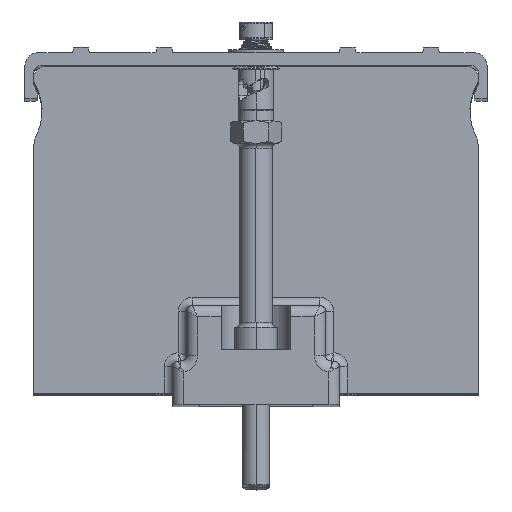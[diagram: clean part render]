
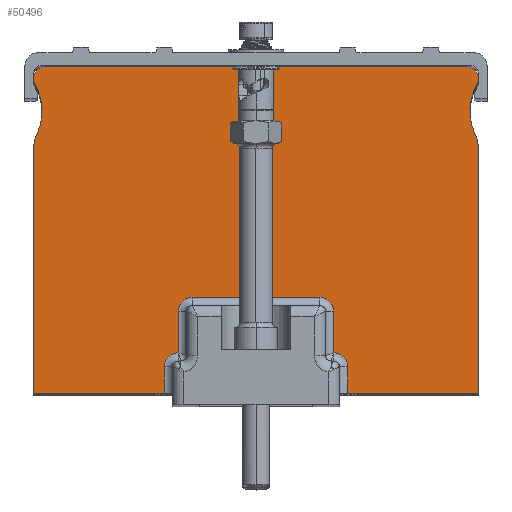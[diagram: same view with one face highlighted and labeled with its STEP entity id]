
A CAD part, top view. The second image highlights one B-rep face of the part: STEP entity #50496.
In plain terms, the highlighted planar face has unit normal (0, 0, 1).
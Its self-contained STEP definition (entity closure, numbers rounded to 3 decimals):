
#3163=CARTESIAN_POINT('',(-48.5,52.8,213.5));
#3164=DIRECTION('',(0.,0.,-1.));
#3165=DIRECTION('',(0.857,0.515,0.));
#3166=AXIS2_PLACEMENT_3D('',#3163,#3164,#3165);
#3168=CARTESIAN_POINT('',(-39.5,58.208,213.5));
#3169=DIRECTION('',(0.,0.,-1.));
#3170=DIRECTION('',(-0.857,-0.515,0.));
#3171=AXIS2_PLACEMENT_3D('',#3168,#3169,#3170);
#3173=DIRECTION('',(0.,1.,0.));
#3174=VECTOR('',#3173,0.592);
#3175=CARTESIAN_POINT('',(-40.,58.208,213.5));
#3176=LINE('',#3175,#3174);
#3177=CARTESIAN_POINT('',(-38.,58.8,213.5));
#3178=DIRECTION('',(0.,0.,-1.));
#3179=DIRECTION('',(-1.,0.,0.));
#3180=AXIS2_PLACEMENT_3D('',#3177,#3178,#3179);
#3182=DIRECTION('',(1.,0.,0.));
#3183=VECTOR('',#3182,76.);
#3184=CARTESIAN_POINT('',(-38.,60.8,213.5));
#3185=LINE('',#3184,#3183);
#3186=CARTESIAN_POINT('',(38.,58.8,213.5));
#3187=DIRECTION('',(0.,0.,-1.));
#3188=DIRECTION('',(0.,1.,0.));
#3189=AXIS2_PLACEMENT_3D('',#3186,#3187,#3188);
#3191=DIRECTION('',(0.,-1.,0.));
#3192=VECTOR('',#3191,0.592);
#3193=CARTESIAN_POINT('',(40.,58.8,213.5));
#3194=LINE('',#3193,#3192);
#3195=CARTESIAN_POINT('',(39.5,58.208,213.5));
#3196=DIRECTION('',(0.,0.,1.));
#3197=DIRECTION('',(0.857,-0.515,0.));
#3198=AXIS2_PLACEMENT_3D('',#3195,#3196,#3197);
#3200=CARTESIAN_POINT('',(48.5,52.8,213.5));
#3201=DIRECTION('',(0.,0.,1.));
#3202=DIRECTION('',(-0.857,0.515,0.));
#3203=AXIS2_PLACEMENT_3D('',#3200,#3201,#3202);
#3205=CARTESIAN_POINT('',(35.,46.262,213.5));
#3206=DIRECTION('',(0.,0.,1.));
#3207=DIRECTION('',(1.,0.,0.));
#3208=AXIS2_PLACEMENT_3D('',#3205,#3206,#3207);
#3210=DIRECTION('',(0.,-1.,0.));
#3211=VECTOR('',#3210,44.262);
#3212=CARTESIAN_POINT('',(40.,46.262,213.5));
#3213=LINE('',#3212,#3211);
#3214=DIRECTION('',(-1.,0.,0.));
#3215=VECTOR('',#3214,23.5);
#3216=CARTESIAN_POINT('',(40.,2.,213.5));
#3217=LINE('',#3216,#3215);
#3218=DIRECTION('',(0.,1.,0.));
#3219=VECTOR('',#3218,4.8);
#3220=CARTESIAN_POINT('',(16.5,2.,213.5));
#3221=LINE('',#3220,#3219);
#3222=CARTESIAN_POINT('',(14.,6.8,213.5));
#3223=DIRECTION('',(0.,0.,1.));
#3224=DIRECTION('',(1.,0.,0.));
#3225=AXIS2_PLACEMENT_3D('',#3222,#3223,#3224);
#3227=CARTESIAN_POINT('',(14.,9.3,213.5));
#3228=CARTESIAN_POINT('',(14.,9.649,213.5));
#3229=CARTESIAN_POINT('',(14.,10.333,213.5));
#3230=CARTESIAN_POINT('',(14.,11.314,213.5));
#3231=CARTESIAN_POINT('',(14.,12.262,213.5));
#3232=CARTESIAN_POINT('',(14.,13.185,213.5));
#3233=CARTESIAN_POINT('',(14.,14.091,213.5));
#3234=CARTESIAN_POINT('',(14.,14.99,213.5));
#3235=CARTESIAN_POINT('',(14.,15.888,213.5));
#3236=CARTESIAN_POINT('',(14.,16.495,213.5));
#3237=CARTESIAN_POINT('',(14.,16.8,213.5));
#3239=CARTESIAN_POINT('',(11.5,16.8,213.5));
#3240=DIRECTION('',(0.,0.,1.));
#3241=DIRECTION('',(1.,0.,0.));
#3242=AXIS2_PLACEMENT_3D('',#3239,#3240,#3241);
#3244=DIRECTION('',(-1.,0.,0.));
#3245=VECTOR('',#3244,23.);
#3246=CARTESIAN_POINT('',(11.5,19.3,213.5));
#3247=LINE('',#3246,#3245);
#3248=CARTESIAN_POINT('',(-11.5,16.8,213.5));
#3249=DIRECTION('',(0.,0.,1.));
#3250=DIRECTION('',(0.,1.,0.));
#3251=AXIS2_PLACEMENT_3D('',#3248,#3249,#3250);
#3253=CARTESIAN_POINT('',(-14.,16.8,213.5));
#3254=CARTESIAN_POINT('',(-14.,16.495,213.5));
#3255=CARTESIAN_POINT('',(-14.,15.888,213.5));
#3256=CARTESIAN_POINT('',(-14.,14.99,213.5));
#3257=CARTESIAN_POINT('',(-14.,14.091,213.5));
#3258=CARTESIAN_POINT('',(-14.,13.185,213.5));
#3259=CARTESIAN_POINT('',(-14.,12.262,213.5));
#3260=CARTESIAN_POINT('',(-14.,11.314,213.5));
#3261=CARTESIAN_POINT('',(-14.,10.333,213.5));
#3262=CARTESIAN_POINT('',(-14.,9.649,213.5));
#3263=CARTESIAN_POINT('',(-14.,9.3,213.5));
#3265=CARTESIAN_POINT('',(-14.,6.8,213.5));
#3266=DIRECTION('',(0.,0.,1.));
#3267=DIRECTION('',(0.,1.,0.));
#3268=AXIS2_PLACEMENT_3D('',#3265,#3266,#3267);
#3270=DIRECTION('',(0.,-1.,0.));
#3271=VECTOR('',#3270,4.8);
#3272=CARTESIAN_POINT('',(-16.5,6.8,213.5));
#3273=LINE('',#3272,#3271);
#3274=DIRECTION('',(-1.,0.,0.));
#3275=VECTOR('',#3274,23.5);
#3276=CARTESIAN_POINT('',(-16.5,2.,213.5));
#3277=LINE('',#3276,#3275);
#3278=DIRECTION('',(0.,1.,0.));
#3279=VECTOR('',#3278,44.262);
#3280=CARTESIAN_POINT('',(-40.,2.,213.5));
#3281=LINE('',#3280,#3279);
#3282=CARTESIAN_POINT('',(-35.,46.262,213.5));
#3283=DIRECTION('',(0.,0.,-1.));
#3284=DIRECTION('',(-1.,0.,0.));
#3285=AXIS2_PLACEMENT_3D('',#3282,#3283,#3284);
#44264=CARTESIAN_POINT('',(-38.,60.8,213.5));
#44265=CARTESIAN_POINT('',(38.,60.8,213.5));
#44266=VERTEX_POINT('',#44264);
#44267=VERTEX_POINT('',#44265);
#44272=CARTESIAN_POINT('',(40.,2.,213.5));
#44274=VERTEX_POINT('',#44272);
#44276=CARTESIAN_POINT('',(-40.,2.,213.5));
#44278=VERTEX_POINT('',#44276);
#44424=CARTESIAN_POINT('',(-40.,58.8,213.5));
#44425=VERTEX_POINT('',#44424);
#44426=CARTESIAN_POINT('',(40.,58.8,213.5));
#44427=VERTEX_POINT('',#44426);
#44971=CARTESIAN_POINT('',(16.5,2.,213.5));
#44972=CARTESIAN_POINT('',(16.5,6.8,213.5));
#44973=VERTEX_POINT('',#44971);
#44974=VERTEX_POINT('',#44972);
#44975=CARTESIAN_POINT('',(14.,9.3,213.5));
#44976=VERTEX_POINT('',#44975);
#44980=VERTEX_POINT('',#3253);
#44981=VERTEX_POINT('',#3263);
#44984=CARTESIAN_POINT('',(-11.5,19.3,213.5));
#44985=VERTEX_POINT('',#44984);
#44988=CARTESIAN_POINT('',(11.5,19.3,213.5));
#44989=VERTEX_POINT('',#44988);
#44992=CARTESIAN_POINT('',(14.,16.8,213.5));
#44993=VERTEX_POINT('',#44992);
#44997=CARTESIAN_POINT('',(-16.5,6.8,213.5));
#44998=CARTESIAN_POINT('',(-16.5,2.,213.5));
#44999=VERTEX_POINT('',#44997);
#45000=VERTEX_POINT('',#44998);
#45008=CARTESIAN_POINT('',(39.929,57.951,213.5));
#45009=CARTESIAN_POINT('',(39.5,48.441,213.5));
#45010=VERTEX_POINT('',#45008);
#45011=VERTEX_POINT('',#45009);
#45060=CARTESIAN_POINT('',(40.,58.208,213.5));
#45061=VERTEX_POINT('',#45060);
#45062=CARTESIAN_POINT('',(40.,46.262,213.5));
#45063=VERTEX_POINT('',#45062);
#45172=CARTESIAN_POINT('',(-39.929,57.951,213.5));
#45173=CARTESIAN_POINT('',(-39.5,48.441,213.5));
#45174=VERTEX_POINT('',#45172);
#45175=VERTEX_POINT('',#45173);
#45248=CARTESIAN_POINT('',(-40.,46.262,213.5));
#45249=VERTEX_POINT('',#45248);
#45250=CARTESIAN_POINT('',(-40.,58.208,213.5));
#45251=VERTEX_POINT('',#45250);
#50442=CARTESIAN_POINT('',(0.,0.,213.5));
#50443=DIRECTION('',(0.,0.,1.));
#50444=DIRECTION('',(1.,0.,0.));
#50445=AXIS2_PLACEMENT_3D('',#50442,#50443,#50444);
#50446=PLANE('',#50445);
#50448=ORIENTED_EDGE('',*,*,#50447,.F.);
#50450=ORIENTED_EDGE('',*,*,#50449,.T.);
#50452=ORIENTED_EDGE('',*,*,#50451,.T.);
#50454=ORIENTED_EDGE('',*,*,#50453,.T.);
#50456=ORIENTED_EDGE('',*,*,#50455,.T.);
#50458=ORIENTED_EDGE('',*,*,#50457,.T.);
#50460=ORIENTED_EDGE('',*,*,#50459,.T.);
#50462=ORIENTED_EDGE('',*,*,#50461,.F.);
#50464=ORIENTED_EDGE('',*,*,#50463,.T.);
#50466=ORIENTED_EDGE('',*,*,#50465,.F.);
#50468=ORIENTED_EDGE('',*,*,#50467,.T.);
#50470=ORIENTED_EDGE('',*,*,#50469,.T.);
#50472=ORIENTED_EDGE('',*,*,#50471,.T.);
#50474=ORIENTED_EDGE('',*,*,#50473,.T.);
#50476=ORIENTED_EDGE('',*,*,#50475,.T.);
#50478=ORIENTED_EDGE('',*,*,#50477,.T.);
#50480=ORIENTED_EDGE('',*,*,#50479,.T.);
#50482=ORIENTED_EDGE('',*,*,#50481,.T.);
#50484=ORIENTED_EDGE('',*,*,#50483,.T.);
#50485=ORIENTED_EDGE('',*,*,#50432,.T.);
#50487=ORIENTED_EDGE('',*,*,#50486,.T.);
#50489=ORIENTED_EDGE('',*,*,#50488,.T.);
#50491=ORIENTED_EDGE('',*,*,#50490,.T.);
#50493=ORIENTED_EDGE('',*,*,#50492,.T.);
#50494=EDGE_LOOP('',(#50448,#50450,#50452,#50454,#50456,#50458,#50460,#50462,
#50464,#50466,#50468,#50470,#50472,#50474,#50476,#50478,#50480,#50482,#50484,
#50485,#50487,#50489,#50491,#50493));
#50495=FACE_OUTER_BOUND('',#50494,.F.);
#50496=ADVANCED_FACE('',(#50495),#50446,.T.);
#3167=CIRCLE('',#3166,10.);
#3172=CIRCLE('',#3171,0.5);
#3181=CIRCLE('',#3180,2.);
#3190=CIRCLE('',#3189,2.);
#3199=CIRCLE('',#3198,0.5);
#3204=CIRCLE('',#3203,10.);
#3209=CIRCLE('',#3208,5.);
#3226=CIRCLE('',#3225,2.5);
#3238=B_SPLINE_CURVE_WITH_KNOTS('',3,(#3227,#3228,#3229,#3230,#3231,#3232,#3233,
#3234,#3235,#3236,#3237),.UNSPECIFIED.,.F.,.F.,(4,1,1,1,1,1,1,1,4),(0.,
0.125,0.25,0.375,0.5,0.625,0.75,0.875,1.),.UNSPECIFIED.);
#3243=CIRCLE('',#3242,2.5);
#3252=CIRCLE('',#3251,2.5);
#3264=B_SPLINE_CURVE_WITH_KNOTS('',3,(#3253,#3254,#3255,#3256,#3257,#3258,#3259,
#3260,#3261,#3262,#3263),.UNSPECIFIED.,.F.,.F.,(4,1,1,1,1,1,1,1,4),(0.,
0.125,0.25,0.375,0.5,0.625,0.75,0.875,1.),.UNSPECIFIED.);
#3269=CIRCLE('',#3268,2.5);
#3286=CIRCLE('',#3285,5.);
#50432=EDGE_CURVE('',#44981,#44999,#3269,.T.);
#50447=EDGE_CURVE('',#45174,#45175,#3167,.T.);
#50449=EDGE_CURVE('',#45174,#45251,#3172,.T.);
#50451=EDGE_CURVE('',#45251,#44425,#3176,.T.);
#50453=EDGE_CURVE('',#44425,#44266,#3181,.T.);
#50455=EDGE_CURVE('',#44266,#44267,#3185,.T.);
#50457=EDGE_CURVE('',#44267,#44427,#3190,.T.);
#50459=EDGE_CURVE('',#44427,#45061,#3194,.T.);
#50461=EDGE_CURVE('',#45010,#45061,#3199,.T.);
#50463=EDGE_CURVE('',#45010,#45011,#3204,.T.);
#50465=EDGE_CURVE('',#45063,#45011,#3209,.T.);
#50467=EDGE_CURVE('',#45063,#44274,#3213,.T.);
#50469=EDGE_CURVE('',#44274,#44973,#3217,.T.);
#50471=EDGE_CURVE('',#44973,#44974,#3221,.T.);
#50473=EDGE_CURVE('',#44974,#44976,#3226,.T.);
#50475=EDGE_CURVE('',#44976,#44993,#3238,.T.);
#50477=EDGE_CURVE('',#44993,#44989,#3243,.T.);
#50479=EDGE_CURVE('',#44989,#44985,#3247,.T.);
#50481=EDGE_CURVE('',#44985,#44980,#3252,.T.);
#50483=EDGE_CURVE('',#44980,#44981,#3264,.T.);
#50486=EDGE_CURVE('',#44999,#45000,#3273,.T.);
#50488=EDGE_CURVE('',#45000,#44278,#3277,.T.);
#50490=EDGE_CURVE('',#44278,#45249,#3281,.T.);
#50492=EDGE_CURVE('',#45249,#45175,#3286,.T.);
